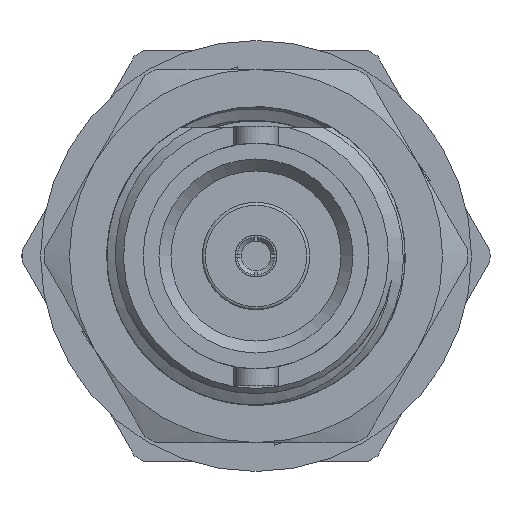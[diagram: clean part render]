
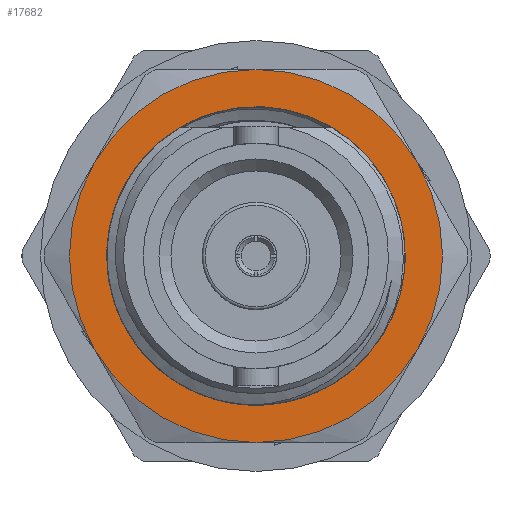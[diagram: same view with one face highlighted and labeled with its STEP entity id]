
A CAD part, left-side view. The second image highlights one B-rep face of the part: STEP entity #17682.
In plain terms, the highlighted planar face has unit normal (-1, 0, 0).
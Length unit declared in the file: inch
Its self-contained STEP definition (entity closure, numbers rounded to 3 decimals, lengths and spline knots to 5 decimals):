
#1037 = ORIENTED_EDGE ( 'NONE', *, *, #1165, .T. ) ;
#1165 = EDGE_CURVE ( 'NONE', #4948, #1236, #2373, .T. ) ;
#1236 = VERTEX_POINT ( 'NONE', #17270 ) ;
#1505 = AXIS2_PLACEMENT_3D ( 'NONE', #8141, #12543, #9625 ) ;
#1585 = CARTESIAN_POINT ( 'NONE',  ( 0.518, 0., 0. ) ) ;
#1781 = DIRECTION ( 'NONE',  ( 0., 0.5, -0.866 ) ) ;
#2203 = CARTESIAN_POINT ( 'NONE',  ( 0.518, 0.27063, -0.15625 ) ) ;
#2373 = CIRCLE ( 'NONE', #12512, 0.3125 ) ;
#2730 = CARTESIAN_POINT ( 'NONE',  ( 0.518, 0., 0. ) ) ;
#3090 = CIRCLE ( 'NONE', #1505, 0.25 ) ;
#3129 = AXIS2_PLACEMENT_3D ( 'NONE', #14839, #19223, #5726 ) ;
#3311 = DIRECTION ( 'NONE',  ( -1., 0., 0. ) ) ;
#4073 = EDGE_CURVE ( 'NONE', #7351, #15186, #14457, .T. ) ;
#4232 = DIRECTION ( 'NONE',  ( 0., 0.5, -0.866 ) ) ;
#4676 = CARTESIAN_POINT ( 'NONE',  ( 0.518, 0., 0. ) ) ;
#4778 = DIRECTION ( 'NONE',  ( 0., 0.5, -0.866 ) ) ;
#4948 = VERTEX_POINT ( 'NONE', #18818 ) ;
#5199 = CARTESIAN_POINT ( 'NONE',  ( 0.518, 0., 0. ) ) ;
#5380 = ORIENTED_EDGE ( 'NONE', *, *, #10535, .T. ) ;
#5436 = CARTESIAN_POINT ( 'NONE',  ( 0.518, 0., 0.3125 ) ) ;
#5726 = DIRECTION ( 'NONE',  ( 0., 0.5, -0.866 ) ) ;
#6029 = ORIENTED_EDGE ( 'NONE', *, *, #4073, .F. ) ;
#6333 = CARTESIAN_POINT ( 'NONE',  ( 0.518, 0., 0. ) ) ;
#6378 = DIRECTION ( 'NONE',  ( 0., 0.5, -0.866 ) ) ;
#6393 = EDGE_CURVE ( 'NONE', #19171, #7895, #10392, .T. ) ;
#6478 = VERTEX_POINT ( 'NONE', #2203 ) ;
#6864 = EDGE_CURVE ( 'NONE', #1236, #19171, #7387, .T. ) ;
#7317 = CARTESIAN_POINT ( 'NONE',  ( 0.518, 0., -0.3125 ) ) ;
#7351 = VERTEX_POINT ( 'NONE', #15705 ) ;
#7387 = CIRCLE ( 'NONE', #11636, 0.3125 ) ;
#7725 = DIRECTION ( 'NONE',  ( -1., 0., 0. ) ) ;
#7895 = VERTEX_POINT ( 'NONE', #8026 ) ;
#8026 = CARTESIAN_POINT ( 'NONE',  ( 0.518, 0.27063, 0.15625 ) ) ;
#8141 = CARTESIAN_POINT ( 'NONE',  ( 0.518, 0., 0. ) ) ;
#8340 = CARTESIAN_POINT ( 'NONE',  ( 0.518, 0., 0. ) ) ;
#8406 = DIRECTION ( 'NONE',  ( 0., 0.5, -0.866 ) ) ;
#8537 = DIRECTION ( 'NONE',  ( -1., 0., 0. ) ) ;
#8652 = AXIS2_PLACEMENT_3D ( 'NONE', #6333, #18109, #1781 ) ;
#8809 = EDGE_LOOP ( 'NONE', ( #11649, #6029 ) ) ;
#8854 = AXIS2_PLACEMENT_3D ( 'NONE', #4676, #3311, #10402 ) ;
#8954 = ORIENTED_EDGE ( 'NONE', *, *, #6393, .T. ) ;
#9625 = DIRECTION ( 'NONE',  ( 0., 0.5, -0.866 ) ) ;
#10012 = CIRCLE ( 'NONE', #8854, 0.3125 ) ;
#10342 = FACE_OUTER_BOUND ( 'NONE', #18141, .T. ) ;
#10392 = CIRCLE ( 'NONE', #14010, 0.3125 ) ;
#10402 = DIRECTION ( 'NONE',  ( 0., 0.5, -0.866 ) ) ;
#10535 = EDGE_CURVE ( 'NONE', #7895, #6478, #18329, .T. ) ;
#10776 = CIRCLE ( 'NONE', #14071, 0.3125 ) ;
#11346 = DIRECTION ( 'NONE',  ( -1., 0., 0. ) ) ;
#11636 = AXIS2_PLACEMENT_3D ( 'NONE', #1585, #7725, #4778 ) ;
#11649 = ORIENTED_EDGE ( 'NONE', *, *, #18490, .F. ) ;
#12302 = CARTESIAN_POINT ( 'NONE',  ( 0.518, 0., 0. ) ) ;
#12512 = AXIS2_PLACEMENT_3D ( 'NONE', #8340, #8537, #8406 ) ;
#12543 = DIRECTION ( 'NONE',  ( -1., 0., 0. ) ) ;
#13640 = ORIENTED_EDGE ( 'NONE', *, *, #18915, .T. ) ;
#14010 = AXIS2_PLACEMENT_3D ( 'NONE', #5199, #16922, #14057 ) ;
#14057 = DIRECTION ( 'NONE',  ( 0., 0.5, -0.866 ) ) ;
#14071 = AXIS2_PLACEMENT_3D ( 'NONE', #12302, #15321, #6378 ) ;
#14342 = VERTEX_POINT ( 'NONE', #7317 ) ;
#14457 = CIRCLE ( 'NONE', #3129, 0.25 ) ;
#14584 = PLANE ( 'NONE',  #17822 ) ;
#14684 = ORIENTED_EDGE ( 'NONE', *, *, #6864, .T. ) ;
#14839 = CARTESIAN_POINT ( 'NONE',  ( 0.518, 0., 0. ) ) ;
#14851 = FACE_BOUND ( 'NONE', #8809, .T. ) ;
#14924 = EDGE_CURVE ( 'NONE', #6478, #14342, #10776, .T. ) ;
#15186 = VERTEX_POINT ( 'NONE', #15338 ) ;
#15321 = DIRECTION ( 'NONE',  ( -1., 0., 0. ) ) ;
#15338 = CARTESIAN_POINT ( 'NONE',  ( 0.518, 0.21894, 0.12069 ) ) ;
#15705 = CARTESIAN_POINT ( 'NONE',  ( 0.518, 0.06947, 0.24015 ) ) ;
#16922 = DIRECTION ( 'NONE',  ( -1., 0., 0. ) ) ;
#17270 = CARTESIAN_POINT ( 'NONE',  ( 0.518, -0.27063, 0.15625 ) ) ;
#17574 = ORIENTED_EDGE ( 'NONE', *, *, #14924, .T. ) ;
#17682 = ADVANCED_FACE ( 'NONE', ( #14851, #10342 ), #14584, .T. ) ;
#17822 = AXIS2_PLACEMENT_3D ( 'NONE', #2730, #11346, #4232 ) ;
#18109 = DIRECTION ( 'NONE',  ( -1., 0., 0. ) ) ;
#18141 = EDGE_LOOP ( 'NONE', ( #17574, #13640, #1037, #14684, #8954, #5380 ) ) ;
#18329 = CIRCLE ( 'NONE', #8652, 0.3125 ) ;
#18490 = EDGE_CURVE ( 'NONE', #15186, #7351, #3090, .T. ) ;
#18818 = CARTESIAN_POINT ( 'NONE',  ( 0.518, -0.27063, -0.15625 ) ) ;
#18915 = EDGE_CURVE ( 'NONE', #14342, #4948, #10012, .T. ) ;
#19171 = VERTEX_POINT ( 'NONE', #5436 ) ;
#19223 = DIRECTION ( 'NONE',  ( -1., 0., 0. ) ) ;
